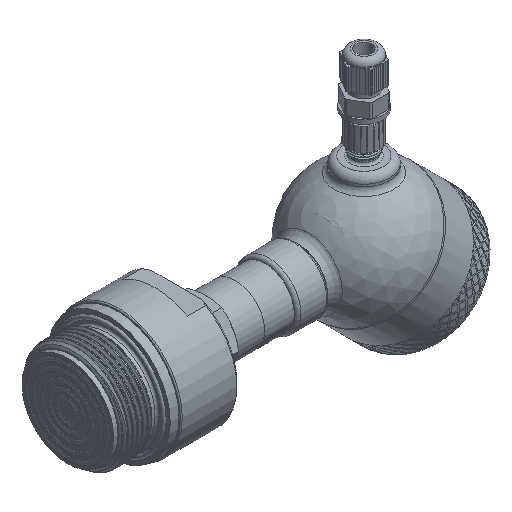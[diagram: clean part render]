
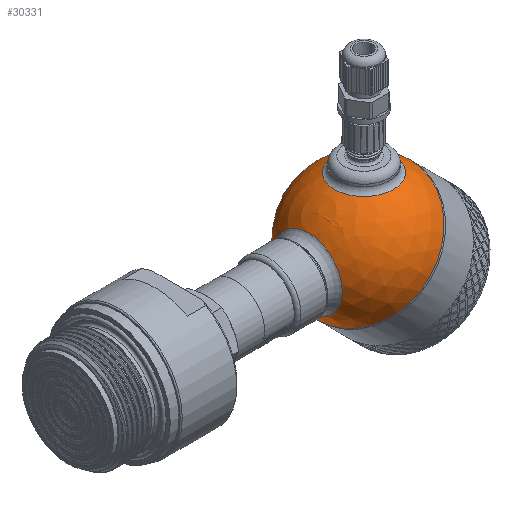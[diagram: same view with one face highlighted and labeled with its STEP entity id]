
A CAD part, isometric view. The second image highlights one B-rep face of the part: STEP entity #30331.
In plain terms, the highlighted spherical face has radius 30 mm.
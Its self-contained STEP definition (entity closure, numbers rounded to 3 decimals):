
#43=SPHERICAL_SURFACE('',#31621,30.);
#466=FACE_BOUND('',#10427,.T.);
#467=FACE_BOUND('',#10428,.T.);
#8361=FACE_OUTER_BOUND('',#10426,.T.);
#10426=EDGE_LOOP('',(#26414,#26415,#26416,#26417));
#10427=EDGE_LOOP('',(#26418));
#10428=EDGE_LOOP('',(#26419));
#11186=CIRCLE('',#31618,15.643);
#11189=CIRCLE('',#31622,30.);
#11190=CIRCLE('',#31623,30.);
#11191=CIRCLE('',#31624,30.);
#11192=CIRCLE('',#31625,13.5);
#13920=VERTEX_POINT('',#66634);
#13922=VERTEX_POINT('',#66640);
#13923=VERTEX_POINT('',#66641);
#13924=VERTEX_POINT('',#66643);
#13925=VERTEX_POINT('',#66646);
#18194=EDGE_CURVE('',#13920,#13920,#11186,.T.);
#18197=EDGE_CURVE('',#13922,#13923,#11189,.T.);
#18198=EDGE_CURVE('',#13922,#13924,#11190,.T.);
#18199=EDGE_CURVE('',#13923,#13922,#11191,.T.);
#18200=EDGE_CURVE('',#13925,#13925,#11192,.T.);
#26414=ORIENTED_EDGE('',*,*,#18197,.F.);
#26415=ORIENTED_EDGE('',*,*,#18198,.T.);
#26416=ORIENTED_EDGE('',*,*,#18198,.F.);
#26417=ORIENTED_EDGE('',*,*,#18199,.F.);
#26418=ORIENTED_EDGE('',*,*,#18194,.F.);
#26419=ORIENTED_EDGE('',*,*,#18200,.F.);
#30331=ADVANCED_FACE('',(#8361,#466,#467),#43,.T.);
#31618=AXIS2_PLACEMENT_3D('',#66635,#34623,#34624);
#31621=AXIS2_PLACEMENT_3D('',#66639,#34629,#34630);
#31622=AXIS2_PLACEMENT_3D('',#66642,#34631,#34632);
#31623=AXIS2_PLACEMENT_3D('',#66644,#34633,#34634);
#31624=AXIS2_PLACEMENT_3D('',#66645,#34635,#34636);
#31625=AXIS2_PLACEMENT_3D('',#66647,#34637,#34638);
#34623=DIRECTION('center_axis',(-0.707,0.,0.707));
#34624=DIRECTION('ref_axis',(0.707,0.,0.707));
#34629=DIRECTION('center_axis',(1.,0.,0.));
#34630=DIRECTION('ref_axis',(0.,-1.,0.));
#34631=DIRECTION('center_axis',(1.,0.,0.));
#34632=DIRECTION('ref_axis',(0.,1.,0.));
#34633=DIRECTION('center_axis',(0.,0.,1.));
#34634=DIRECTION('ref_axis',(0.,1.,0.));
#34635=DIRECTION('center_axis',(1.,0.,0.));
#34636=DIRECTION('ref_axis',(0.,1.,0.));
#34637=DIRECTION('center_axis',(-0.707,0.,-0.707));
#34638=DIRECTION('ref_axis',(-0.707,0.,0.707));
#66634=CARTESIAN_POINT('',(-29.162,0.,7.04));
#66635=CARTESIAN_POINT('Origin',(-18.101,0.,18.101));
#66639=CARTESIAN_POINT('Origin',(0.,0.,0.));
#66640=CARTESIAN_POINT('',(0.,30.,0.));
#66641=CARTESIAN_POINT('',(0.,-30.,0.));
#66642=CARTESIAN_POINT('Origin',(0.,0.,0.));
#66643=CARTESIAN_POINT('',(-30.,0.,0.));
#66644=CARTESIAN_POINT('Origin',(0.,0.,0.));
#66645=CARTESIAN_POINT('Origin',(0.,0.,0.));
#66646=CARTESIAN_POINT('',(-9.398,0.,-28.49));
#66647=CARTESIAN_POINT('Origin',(-18.944,0.,-18.944));
